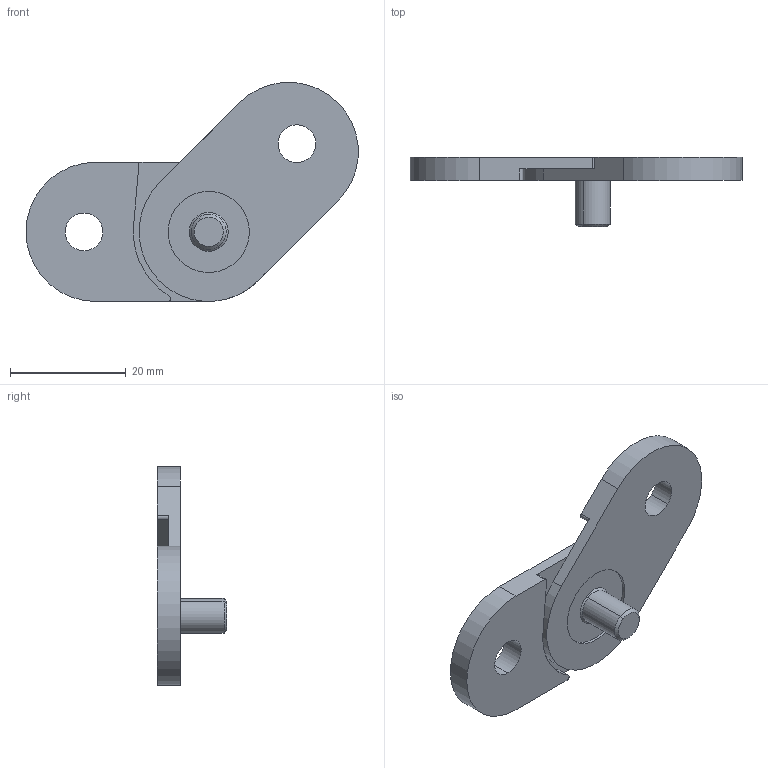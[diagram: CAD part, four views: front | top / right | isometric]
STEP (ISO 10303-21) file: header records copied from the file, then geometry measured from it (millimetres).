
FILE_DESCRIPTION (( 'STEP AP214' ), '1' );
FILE_NAME ('A_1881-000.STEP', '2023-06-02T11:33:12', ( '' ), ( '' ), 'SwSTEP 2.0', 'SolidWorks 2019', '' );
FILE_SCHEMA (( 'AUTOMOTIVE_DESIGN' ));
Length unit declared in the file: millimetre
Products named in the file (4): A_1881-000.P1; A_1881-000.P2; Skrutka DIN 7991_Skrutka M 6x 12; A_1881-000
Assembly tree (3 placements, depth 2):
  A_1881-000
    A_1881-000.P1
    A_1881-000.P2
    Skrutka DIN 7991_Skrutka M 6x 12
Bounding box: 57.24 x 12 x 37.74 mm (x, y, z)
Volume: 5165.4 mm3; surface area: 4834.9 mm2
Topology: 3 solids, 3 shells, 50 faces, 120 edges, 78 vertices
Faces by surface type: plane 22, cylinder 20, cone 8
Entity records: 1658 total; most frequent: DIRECTION 282, CARTESIAN_POINT 254, ORIENTED_EDGE 240, EDGE_CURVE 120, AXIS2_PLACEMENT_3D 106, VERTEX_POINT 78, VECTOR 70, LINE 70
